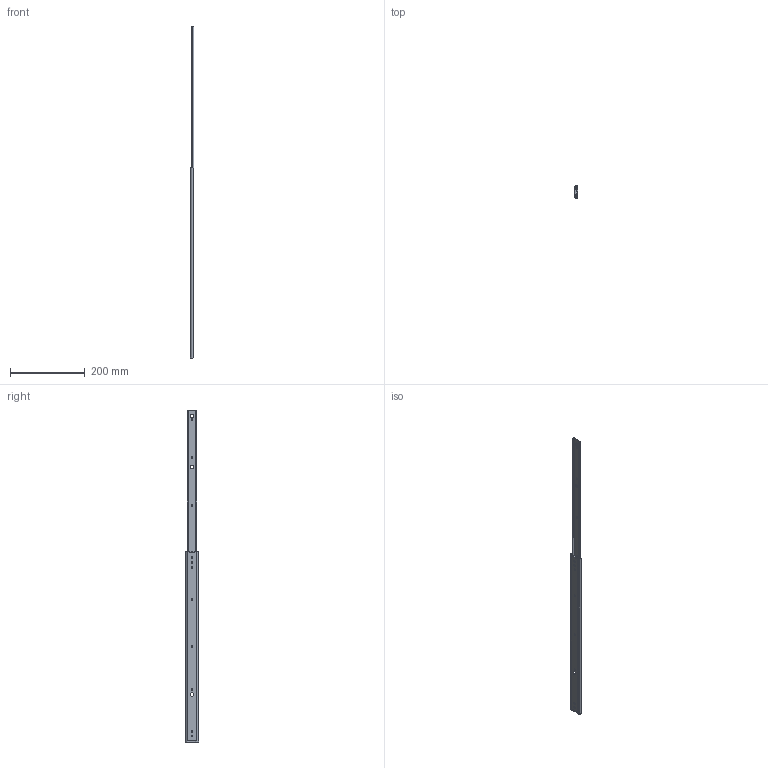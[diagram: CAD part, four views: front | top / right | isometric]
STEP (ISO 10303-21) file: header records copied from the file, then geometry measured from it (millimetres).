
FILE_DESCRIPTION (( 'STEP AP203' ), '1' );
FILE_NAME ('U20-20.STEP', '2020-06-25T08:07:38', ( '' ), ( '' ), 'SwSTEP 2.0', 'SolidWorks 2019', '' );
FILE_SCHEMA (( 'CONFIG_CONTROL_DESIGN' ));
Length unit declared in the file: millimetre
Products named in the file (3): IM U20-20; U20-20; OM U20-20
Assembly tree (2 placements, depth 2):
  U20-20
    OM U20-20
    IM U20-20
Bounding box: 9.5 x 35.08 x 887 mm (x, y, z)
Volume: 59797.6 mm3; surface area: 83383.4 mm2
Topology: 2 solids, 2 shells, 157 faces, 457 edges, 304 vertices
Faces by surface type: cylinder 79, plane 78
Entity records: 5706 total; most frequent: CARTESIAN_POINT 1115, ORIENTED_EDGE 914, DIRECTION 899, EDGE_CURVE 457, AXIS2_PLACEMENT_3D 312, VERTEX_POINT 304, LINE 275, VECTOR 275
